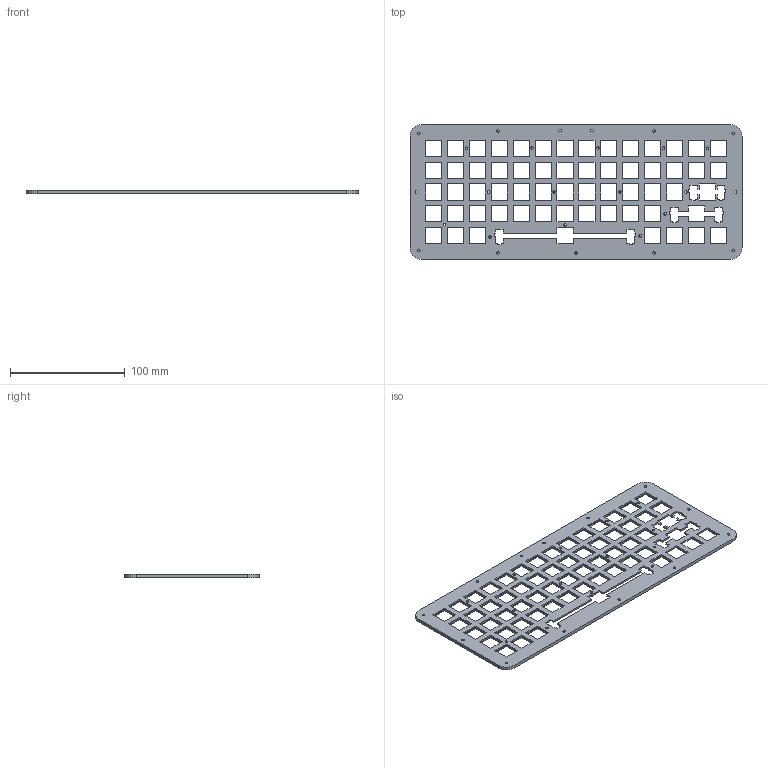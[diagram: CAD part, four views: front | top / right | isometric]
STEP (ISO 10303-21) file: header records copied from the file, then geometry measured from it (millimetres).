
FILE_DESCRIPTION(('HOOPS Exchange Step'),'2;1');
FILE_NAME('temp_export','2023-12-14T17:52:03-05:00',('jscotto'),('Shapr3D Limited'),'HOOPS Exchange 2023.2','Shapr3D','Authorized');
FILE_SCHEMA( ('AUTOMOTIVE_DESIGN { 1 0 10303 214 1 1 1 1 }') );
Length unit declared in the file: millimetre
Products named in the file (1): Plate (Middle)
Bounding box: 288.7 x 117.25 x 3 mm (x, y, z)
Volume: 54992.2 mm3; surface area: 55837.2 mm2
Topology: 1 solids, 1 shells, 710 faces, 1995 edges, 1344 vertices
Faces by surface type: plane 648, cylinder 62
Full cylindrical faces by diameter (mm): 2.2 x27
Entity records: 22997 total; most frequent: CARTESIAN_POINT 4050, ORIENTED_EDGE 3990, DIRECTION 3583, EDGE_CURVE 1995, VECTOR 1829, LINE 1829, VERTEX_POINT 1344, EDGE_LOOP 943
